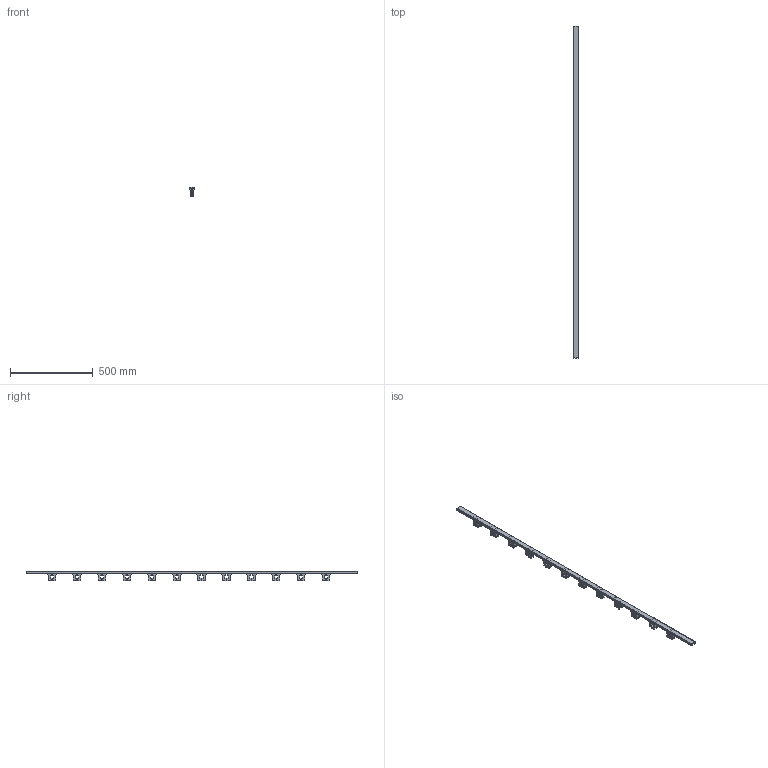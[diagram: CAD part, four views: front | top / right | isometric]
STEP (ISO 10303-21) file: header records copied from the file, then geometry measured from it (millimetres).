
FILE_DESCRIPTION(('STEP AP203'),'1');
FILE_NAME('ufs-kit.stp','2024-08-30T07:58:52',('TraceParts'),('TraceParts S.A.'),'Spatial InterOp 3D',' ',' ');
FILE_SCHEMA(('CONFIG_CONTROL_DESIGN'));
Length unit declared in the file: millimetre
Products named in the file (1): 1
Bounding box: 30 x 2000 x 57.5 mm (x, y, z)
Volume: 748799.6 mm3; surface area: 498820.4 mm2
Topology: 49 solids, 49 shells, 1382 faces, 3492 edges, 2256 vertices
Faces by surface type: plane 854, cylinder 288, cone 144, bspline 48, torus 48
Entity records: 45344 total; most frequent: CARTESIAN_POINT 11403, DIRECTION 7122, ORIENTED_EDGE 6888, EDGE_CURVE 3444, AXIS2_PLACEMENT_3D 2391, LINE 2340, VECTOR 2340, VERTEX_POINT 2256
